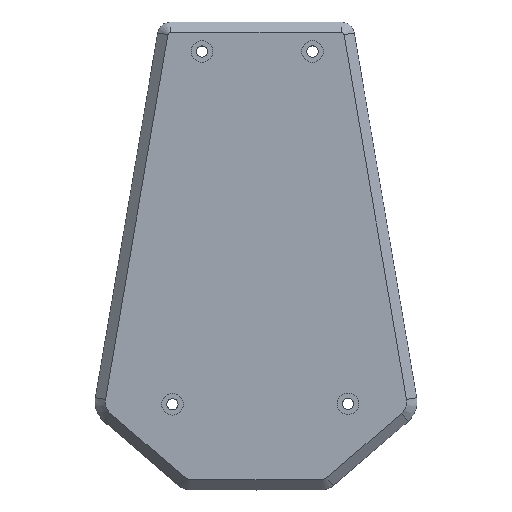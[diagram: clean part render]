
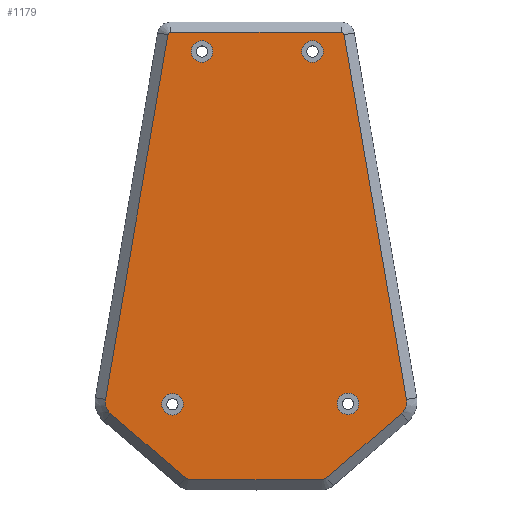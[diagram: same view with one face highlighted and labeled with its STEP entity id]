
A CAD part, top view. The second image highlights one B-rep face of the part: STEP entity #1179.
In plain terms, the highlighted planar face has unit normal (0, 0, 1).
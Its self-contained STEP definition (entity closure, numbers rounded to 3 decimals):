
#33=FACE_BOUND('',#248,.T.);
#34=FACE_BOUND('',#249,.T.);
#35=FACE_BOUND('',#250,.T.);
#36=FACE_BOUND('',#251,.T.);
#37=CIRCLE('',#1211,2.1);
#40=CIRCLE('',#1216,2.1);
#43=CIRCLE('',#1221,2.1);
#46=CIRCLE('',#1226,2.1);
#68=CIRCLE('',#1265,1.5);
#70=CIRCLE('',#1269,3.);
#72=CIRCLE('',#1273,0.5);
#74=CIRCLE('',#1277,0.5);
#76=CIRCLE('',#1281,3.);
#78=CIRCLE('',#1285,1.5);
#165=FACE_OUTER_BOUND('',#247,.T.);
#247=EDGE_LOOP('',(#944,#945,#946,#947,#948,#949,#950,#951,#952,#953,#954,
#955,#956,#957));
#248=EDGE_LOOP('',(#958));
#249=EDGE_LOOP('',(#959));
#250=EDGE_LOOP('',(#960));
#251=EDGE_LOOP('',(#961));
#308=LINE('',#1838,#416);
#312=LINE('',#1847,#420);
#318=LINE('',#1862,#426);
#322=LINE('',#1874,#430);
#325=LINE('',#1883,#433);
#329=LINE('',#1895,#437);
#333=LINE('',#1907,#441);
#336=LINE('',#1916,#444);
#416=VECTOR('',#1478,10.);
#420=VECTOR('',#1484,10.);
#426=VECTOR('',#1498,10.);
#430=VECTOR('',#1510,10.);
#433=VECTOR('',#1521,10.);
#437=VECTOR('',#1533,10.);
#441=VECTOR('',#1545,10.);
#444=VECTOR('',#1556,10.);
#504=VERTEX_POINT('',#1728);
#507=VERTEX_POINT('',#1737);
#510=VERTEX_POINT('',#1746);
#513=VERTEX_POINT('',#1755);
#541=VERTEX_POINT('',#1835);
#542=VERTEX_POINT('',#1837);
#544=VERTEX_POINT('',#1843);
#546=VERTEX_POINT('',#1846);
#548=VERTEX_POINT('',#1852);
#550=VERTEX_POINT('',#1858);
#552=VERTEX_POINT('',#1864);
#554=VERTEX_POINT('',#1870);
#556=VERTEX_POINT('',#1876);
#558=VERTEX_POINT('',#1885);
#560=VERTEX_POINT('',#1891);
#562=VERTEX_POINT('',#1897);
#564=VERTEX_POINT('',#1903);
#566=VERTEX_POINT('',#1909);
#611=EDGE_CURVE('',#504,#504,#37,.T.);
#615=EDGE_CURVE('',#507,#507,#40,.T.);
#619=EDGE_CURVE('',#510,#510,#43,.T.);
#623=EDGE_CURVE('',#513,#513,#46,.T.);
#661=EDGE_CURVE('',#541,#542,#308,.T.);
#665=EDGE_CURVE('',#544,#546,#312,.T.);
#670=EDGE_CURVE('',#546,#548,#68,.T.);
#673=EDGE_CURVE('',#548,#550,#318,.T.);
#676=EDGE_CURVE('',#550,#552,#70,.T.);
#679=EDGE_CURVE('',#552,#554,#322,.T.);
#682=EDGE_CURVE('',#554,#556,#72,.T.);
#684=EDGE_CURVE('',#556,#541,#325,.T.);
#687=EDGE_CURVE('',#542,#558,#74,.T.);
#690=EDGE_CURVE('',#558,#560,#329,.T.);
#693=EDGE_CURVE('',#560,#562,#76,.T.);
#696=EDGE_CURVE('',#562,#564,#333,.T.);
#699=EDGE_CURVE('',#564,#566,#78,.T.);
#701=EDGE_CURVE('',#566,#544,#336,.T.);
#944=ORIENTED_EDGE('',*,*,#665,.F.);
#945=ORIENTED_EDGE('',*,*,#701,.F.);
#946=ORIENTED_EDGE('',*,*,#699,.F.);
#947=ORIENTED_EDGE('',*,*,#696,.F.);
#948=ORIENTED_EDGE('',*,*,#693,.F.);
#949=ORIENTED_EDGE('',*,*,#690,.F.);
#950=ORIENTED_EDGE('',*,*,#687,.F.);
#951=ORIENTED_EDGE('',*,*,#661,.F.);
#952=ORIENTED_EDGE('',*,*,#684,.F.);
#953=ORIENTED_EDGE('',*,*,#682,.F.);
#954=ORIENTED_EDGE('',*,*,#679,.F.);
#955=ORIENTED_EDGE('',*,*,#676,.F.);
#956=ORIENTED_EDGE('',*,*,#673,.F.);
#957=ORIENTED_EDGE('',*,*,#670,.F.);
#958=ORIENTED_EDGE('',*,*,#611,.T.);
#959=ORIENTED_EDGE('',*,*,#615,.T.);
#960=ORIENTED_EDGE('',*,*,#619,.T.);
#961=ORIENTED_EDGE('',*,*,#623,.T.);
#1120=PLANE('',#1297);
#1179=ADVANCED_FACE('',(#165,#33,#34,#35,#36),#1120,.T.);
#1211=AXIS2_PLACEMENT_3D('',#1729,#1356,#1357);
#1216=AXIS2_PLACEMENT_3D('',#1738,#1367,#1368);
#1221=AXIS2_PLACEMENT_3D('',#1747,#1378,#1379);
#1226=AXIS2_PLACEMENT_3D('',#1756,#1389,#1390);
#1265=AXIS2_PLACEMENT_3D('',#1856,#1492,#1493);
#1269=AXIS2_PLACEMENT_3D('',#1868,#1504,#1505);
#1273=AXIS2_PLACEMENT_3D('',#1880,#1516,#1517);
#1277=AXIS2_PLACEMENT_3D('',#1889,#1527,#1528);
#1281=AXIS2_PLACEMENT_3D('',#1901,#1539,#1540);
#1285=AXIS2_PLACEMENT_3D('',#1913,#1551,#1552);
#1297=AXIS2_PLACEMENT_3D('',#1947,#1589,#1590);
#1356=DIRECTION('center_axis',(0.,0.,-1.));
#1357=DIRECTION('ref_axis',(1.,0.,0.));
#1367=DIRECTION('center_axis',(0.,0.,-1.));
#1368=DIRECTION('ref_axis',(1.,0.,0.));
#1378=DIRECTION('center_axis',(0.,0.,-1.));
#1379=DIRECTION('ref_axis',(1.,0.,0.));
#1389=DIRECTION('center_axis',(0.,0.,-1.));
#1390=DIRECTION('ref_axis',(1.,0.,0.));
#1478=DIRECTION('',(1.,-0.003,0.));
#1484=DIRECTION('',(-1.,0.,0.));
#1492=DIRECTION('center_axis',(0.,0.,-1.));
#1493=DIRECTION('ref_axis',(-0.651,-0.759,0.));
#1498=DIRECTION('',(-0.759,0.651,0.));
#1504=DIRECTION('center_axis',(0.,0.,-1.));
#1505=DIRECTION('ref_axis',(-0.986,0.169,0.));
#1510=DIRECTION('',(0.169,0.986,0.));
#1516=DIRECTION('center_axis',(0.,0.,-1.));
#1517=DIRECTION('ref_axis',(-0.003,1.,0.));
#1521=DIRECTION('',(1.,0.003,0.));
#1527=DIRECTION('center_axis',(0.,0.,-1.));
#1528=DIRECTION('ref_axis',(0.986,0.169,0.));
#1533=DIRECTION('',(0.169,-0.986,0.));
#1539=DIRECTION('center_axis',(0.,0.,-1.));
#1540=DIRECTION('ref_axis',(0.651,-0.759,0.));
#1545=DIRECTION('',(-0.759,-0.651,0.));
#1551=DIRECTION('center_axis',(0.,0.,-1.));
#1552=DIRECTION('ref_axis',(0.,-1.,0.));
#1556=DIRECTION('',(-1.,0.,0.));
#1589=DIRECTION('center_axis',(0.,0.,1.));
#1590=DIRECTION('ref_axis',(1.,0.,0.));
#1728=CARTESIAN_POINT('',(196.171,-103.707,0.));
#1729=CARTESIAN_POINT('Origin',(198.271,-103.707,0.));
#1737=CARTESIAN_POINT('',(190.4,-172.5,0.));
#1738=CARTESIAN_POINT('Origin',(192.5,-172.5,0.));
#1746=CARTESIAN_POINT('',(217.721,-103.707,0.));
#1747=CARTESIAN_POINT('Origin',(219.821,-103.707,0.));
#1755=CARTESIAN_POINT('',(224.626,-172.406,0.));
#1756=CARTESIAN_POINT('Origin',(226.726,-172.406,0.));
#1835=CARTESIAN_POINT('',(208.795,-99.947,0.));
#1837=CARTESIAN_POINT('',(225.481,-99.992,0.));
#1838=CARTESIAN_POINT('',(217.199,-99.97,0.));
#1843=CARTESIAN_POINT('',(208.8,-187.2,0.));
#1846=CARTESIAN_POINT('',(196.012,-187.198,0.));
#1847=CARTESIAN_POINT('',(202.402,-187.199,0.));
#1852=CARTESIAN_POINT('',(195.035,-186.836,0.));
#1856=CARTESIAN_POINT('Origin',(196.012,-185.698,0.));
#1858=CARTESIAN_POINT('',(180.453,-174.327,0.));
#1862=CARTESIAN_POINT('',(181.019,-174.812,0.));
#1864=CARTESIAN_POINT('',(179.449,-171.544,0.));
#1868=CARTESIAN_POINT('Origin',(182.406,-172.05,0.));
#1870=CARTESIAN_POINT('',(191.617,-100.41,0.));
#1874=CARTESIAN_POINT('',(188.274,-119.95,0.));
#1876=CARTESIAN_POINT('',(192.108,-99.994,0.));
#1880=CARTESIAN_POINT('Origin',(192.11,-100.494,0.));
#1883=CARTESIAN_POINT('',(208.738,-99.947,0.));
#1885=CARTESIAN_POINT('',(225.973,-100.408,0.));
#1889=CARTESIAN_POINT('Origin',(225.48,-100.492,0.));
#1891=CARTESIAN_POINT('',(238.149,-171.541,0.));
#1895=CARTESIAN_POINT('',(235.406,-155.515,0.));
#1897=CARTESIAN_POINT('',(237.145,-174.324,0.));
#1901=CARTESIAN_POINT('Origin',(235.192,-172.047,0.));
#1903=CARTESIAN_POINT('',(222.564,-186.835,0.));
#1907=CARTESIAN_POINT('',(229.29,-181.064,0.));
#1909=CARTESIAN_POINT('',(221.588,-187.196,0.));
#1913=CARTESIAN_POINT('Origin',(221.588,-185.696,0.));
#1916=CARTESIAN_POINT('',(208.805,-187.2,0.));
#1947=CARTESIAN_POINT('Origin',(208.799,-143.574,0.));
